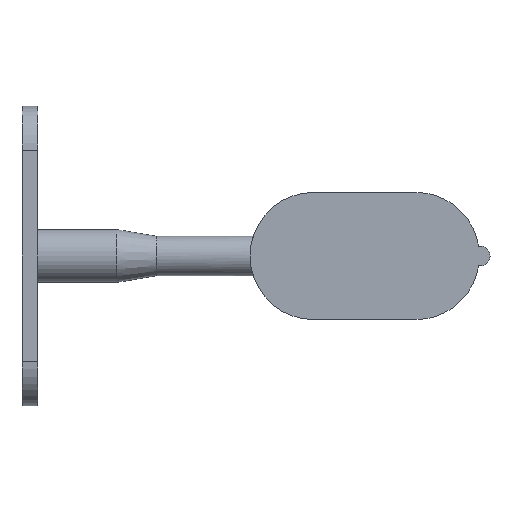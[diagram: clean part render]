
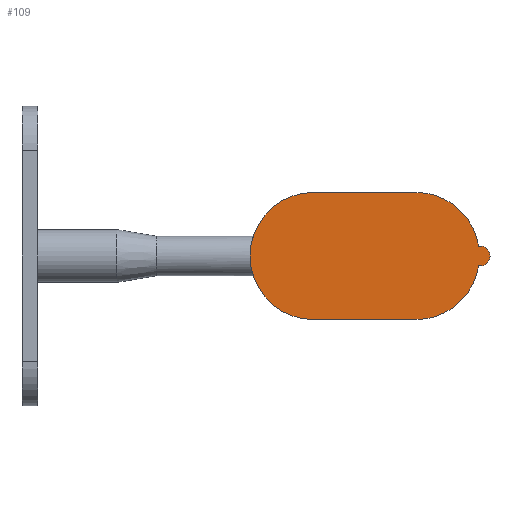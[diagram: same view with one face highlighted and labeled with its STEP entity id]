
A CAD part, left-side view. The second image highlights one B-rep face of the part: STEP entity #109.
In plain terms, the highlighted planar face has unit normal (-1, 0, 0).
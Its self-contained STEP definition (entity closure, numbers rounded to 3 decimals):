
#8 = CARTESIAN_POINT ( 'NONE',  ( -6.5, -69.5, 0. ) ) ;
#9 = CIRCLE ( 'NONE', #371, 1.5 ) ;
#45 = ORIENTED_EDGE ( 'NONE', *, *, #525, .F. ) ;
#57 = CARTESIAN_POINT ( 'NONE',  ( -6.5, -59.75, 9.65 ) ) ;
#62 = CARTESIAN_POINT ( 'NONE',  ( -6.5, -69.5, 0. ) ) ;
#72 = AXIS2_PLACEMENT_3D ( 'NONE', #687, #1129, #845 ) ;
#85 = PLANE ( 'NONE',  #1019 ) ;
#96 = CARTESIAN_POINT ( 'NONE',  ( -6.5, -59.75, 0. ) ) ;
#109 = ADVANCED_FACE ( 'NONE', ( #174 ), #85, .F. ) ;
#116 = DIRECTION ( 'NONE',  ( 0., 0., -1. ) ) ;
#173 = DIRECTION ( 'NONE',  ( 0., 1., 0. ) ) ;
#174 = FACE_OUTER_BOUND ( 'NONE', #647, .T. ) ;
#176 = CARTESIAN_POINT ( 'NONE',  ( -6.5, -59.75, -9.65 ) ) ;
#199 = LINE ( 'NONE', #807, #276 ) ;
#220 = EDGE_CURVE ( 'NONE', #336, #889, #666, .T. ) ;
#225 = CIRCLE ( 'NONE', #920, 1.5 ) ;
#233 = ORIENTED_EDGE ( 'NONE', *, *, #220, .F. ) ;
#234 = CARTESIAN_POINT ( 'NONE',  ( -6.5, -69.5, -1.5 ) ) ;
#252 = DIRECTION ( 'NONE',  ( 0., 0., -1. ) ) ;
#258 = CIRCLE ( 'NONE', #917, 1.5 ) ;
#265 = CARTESIAN_POINT ( 'NONE',  ( -6.5, -44.25, -9.65 ) ) ;
#274 = DIRECTION ( 'NONE',  ( 0., -1., 0. ) ) ;
#276 = VECTOR ( 'NONE', #274, 1000. ) ;
#295 = DIRECTION ( 'NONE',  ( 0., 0., -1. ) ) ;
#310 = VERTEX_POINT ( 'NONE', #854 ) ;
#322 = EDGE_CURVE ( 'NONE', #649, #332, #9, .T. ) ;
#332 = VERTEX_POINT ( 'NONE', #234 ) ;
#336 = VERTEX_POINT ( 'NONE', #57 ) ;
#371 = AXIS2_PLACEMENT_3D ( 'NONE', #62, #430, #1026 ) ;
#377 = DIRECTION ( 'NONE',  ( 1., 0., 0. ) ) ;
#403 = EDGE_CURVE ( 'NONE', #503, #310, #1068, .T. ) ;
#407 = DIRECTION ( 'NONE',  ( 1., 0., 0. ) ) ;
#427 = AXIS2_PLACEMENT_3D ( 'NONE', #96, #819, #116 ) ;
#430 = DIRECTION ( 'NONE',  ( 1., 0., 0. ) ) ;
#446 = CARTESIAN_POINT ( 'NONE',  ( -6.5, -44.25, 0. ) ) ;
#464 = CIRCLE ( 'NONE', #571, 9.65 ) ;
#478 = CARTESIAN_POINT ( 'NONE',  ( -6.5, -69.5, 1.5 ) ) ;
#503 = VERTEX_POINT ( 'NONE', #176 ) ;
#520 = EDGE_CURVE ( 'NONE', #1134, #336, #199, .T. ) ;
#525 = EDGE_CURVE ( 'NONE', #1040, #503, #751, .T. ) ;
#539 = ORIENTED_EDGE ( 'NONE', *, *, #520, .F. ) ;
#541 = DIRECTION ( 'NONE',  ( 1., 0., 0. ) ) ;
#554 = EDGE_CURVE ( 'NONE', #889, #649, #258, .T. ) ;
#563 = ORIENTED_EDGE ( 'NONE', *, *, #1033, .F. ) ;
#571 = AXIS2_PLACEMENT_3D ( 'NONE', #993, #377, #295 ) ;
#647 = EDGE_LOOP ( 'NONE', ( #1095, #1038, #45, #563, #937, #1123, #233, #539 ) ) ;
#649 = VERTEX_POINT ( 'NONE', #478 ) ;
#666 = CIRCLE ( 'NONE', #72, 9.65 ) ;
#687 = CARTESIAN_POINT ( 'NONE',  ( -6.5, -59.75, 0. ) ) ;
#724 = CARTESIAN_POINT ( 'NONE',  ( -6.5, -69.285, 1.485 ) ) ;
#751 = CIRCLE ( 'NONE', #427, 9.65 ) ;
#789 = DIRECTION ( 'NONE',  ( 1., 0., 0. ) ) ;
#807 = CARTESIAN_POINT ( 'NONE',  ( -6.5, -44.25, 9.65 ) ) ;
#819 = DIRECTION ( 'NONE',  ( 1., 0., 0. ) ) ;
#845 = DIRECTION ( 'NONE',  ( 0., 0., -1. ) ) ;
#848 = VECTOR ( 'NONE', #173, 1000. ) ;
#854 = CARTESIAN_POINT ( 'NONE',  ( -6.5, -44.25, -9.65 ) ) ;
#889 = VERTEX_POINT ( 'NONE', #724 ) ;
#917 = AXIS2_PLACEMENT_3D ( 'NONE', #8, #541, #1156 ) ;
#920 = AXIS2_PLACEMENT_3D ( 'NONE', #952, #407, #252 ) ;
#937 = ORIENTED_EDGE ( 'NONE', *, *, #322, .F. ) ;
#941 = CARTESIAN_POINT ( 'NONE',  ( -6.5, -44.25, 9.65 ) ) ;
#952 = CARTESIAN_POINT ( 'NONE',  ( -6.5, -69.5, 0. ) ) ;
#986 = EDGE_CURVE ( 'NONE', #310, #1134, #464, .T. ) ;
#993 = CARTESIAN_POINT ( 'NONE',  ( -6.5, -44.25, 0. ) ) ;
#1019 = AXIS2_PLACEMENT_3D ( 'NONE', #446, #789, #1147 ) ;
#1026 = DIRECTION ( 'NONE',  ( 0., 0., -1. ) ) ;
#1033 = EDGE_CURVE ( 'NONE', #332, #1040, #225, .T. ) ;
#1038 = ORIENTED_EDGE ( 'NONE', *, *, #403, .F. ) ;
#1039 = CARTESIAN_POINT ( 'NONE',  ( -6.5, -69.285, -1.485 ) ) ;
#1040 = VERTEX_POINT ( 'NONE', #1039 ) ;
#1068 = LINE ( 'NONE', #265, #848 ) ;
#1095 = ORIENTED_EDGE ( 'NONE', *, *, #986, .F. ) ;
#1123 = ORIENTED_EDGE ( 'NONE', *, *, #554, .F. ) ;
#1129 = DIRECTION ( 'NONE',  ( 1., 0., 0. ) ) ;
#1134 = VERTEX_POINT ( 'NONE', #941 ) ;
#1147 = DIRECTION ( 'NONE',  ( 0., 0., -1. ) ) ;
#1156 = DIRECTION ( 'NONE',  ( 0., 0., -1. ) ) ;
